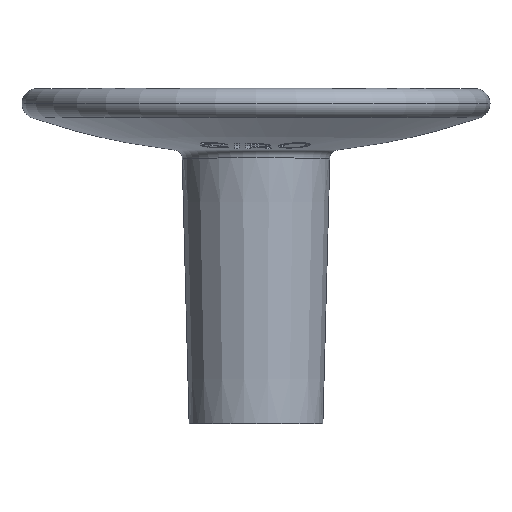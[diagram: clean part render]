
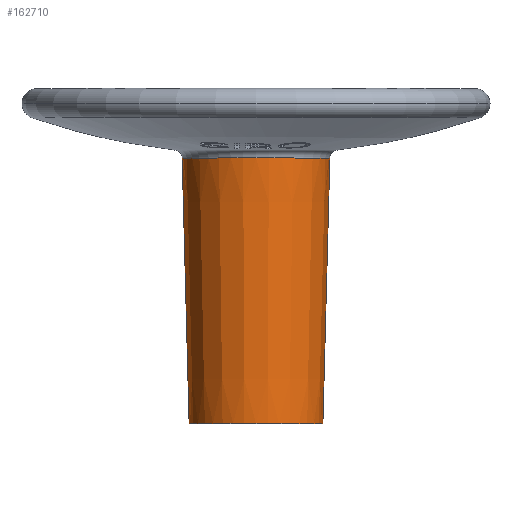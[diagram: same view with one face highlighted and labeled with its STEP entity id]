
A CAD part, top view. The second image highlights one B-rep face of the part: STEP entity #162710.
In plain terms, the highlighted conical face has half-angle 1.498 degrees and reference radius 4.25 mm.
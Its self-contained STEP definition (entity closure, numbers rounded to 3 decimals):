
#22170=CARTESIAN_POINT('',(-4.417,15.934,0.));
#22180=VERTEX_POINT('',#22170);
#22210=CARTESIAN_POINT('',(0.,15.934,0.));
#22220=DIRECTION('',(0.,1.,0.));
#22230=DIRECTION('',(1.,0.,0.));
#22240=AXIS2_PLACEMENT_3D('',#22210,#22220,#22230);
#22250=CIRCLE('',#22240,4.417);
#22260=CARTESIAN_POINT('',(4.417,15.934,0.));
#22270=VERTEX_POINT('',#22260);
#22460=CARTESIAN_POINT('',(-4.25,9.561,0.)
);
#22470=DIRECTION('',(-0.026,1.,
0.));
#22480=VECTOR('',#22470,162.618);
#22490=LINE('',#22460,#22480);
#22500=CARTESIAN_POINT('',(-4.001,0.05,
0.));
#22510=VERTEX_POINT('',#22500);
#22520=EDGE_CURVE('',#22510,#22180,#22490,.T.);
#22540=CARTESIAN_POINT('',(0.,0.05,0.));
#22550=DIRECTION('',(0.,1.,0.));
#22560=DIRECTION('',(1.,0.,0.));
#22570=AXIS2_PLACEMENT_3D('',#22540,#22550,#22560);
#22580=CIRCLE('',#22570,4.001);
#22590=CARTESIAN_POINT('',(4.001,0.05,0.));
#22600=VERTEX_POINT('',#22590);
#22630=CARTESIAN_POINT('',(4.25,9.561,0.));
#22640=DIRECTION('',(0.026,1.,0.));
#22650=VECTOR('',#22640,162.618);
#22660=LINE('',#22630,#22650);
#22670=EDGE_CURVE('',#22600,#22270,#22660,.T.);
#22930=EDGE_CURVE('',#22510,#22600,#22580,.T.);
#162590=CARTESIAN_POINT('',(0.,9.561,0.));
#162600=DIRECTION('',(0.,1.,0.));
#162610=DIRECTION('',(1.,0.,0.));
#162620=AXIS2_PLACEMENT_3D('',#162590,#162600,#162610);
#162630=CONICAL_SURFACE('',#162620,4.25,0.026);
#162640=ORIENTED_EDGE('',*,*,#22930,.T.);
#162650=ORIENTED_EDGE('',*,*,#22520,.F.);
#162660=EDGE_CURVE('',#22180,#22270,#22250,.T.);
#162670=ORIENTED_EDGE('',*,*,#162660,.F.);
#162680=ORIENTED_EDGE('',*,*,#22670,.T.);
#162690=EDGE_LOOP('',(#162680,#162670,#162650,#162640));
#162700=FACE_OUTER_BOUND('',#162690,.T.);
#162710=ADVANCED_FACE('',(#162700),#162630,.T.);
